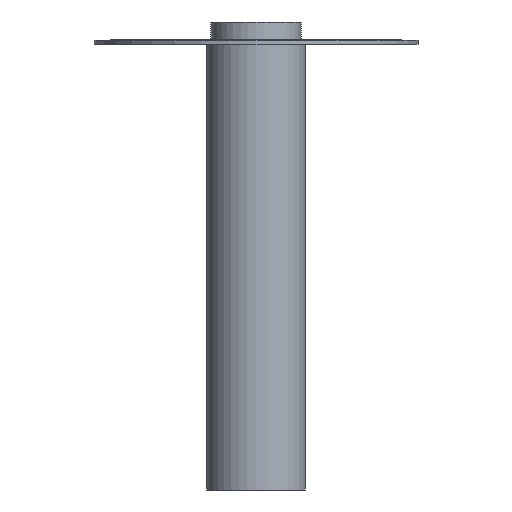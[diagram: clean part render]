
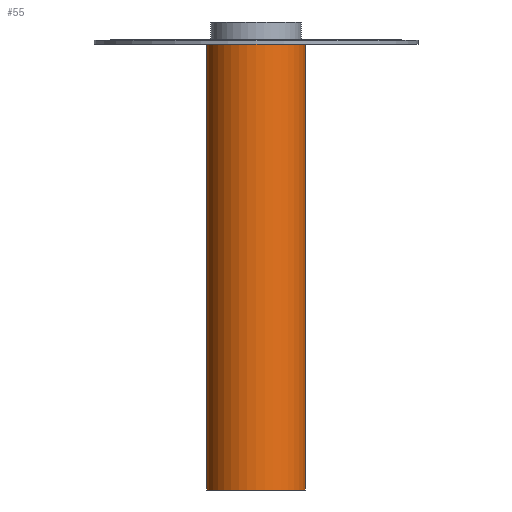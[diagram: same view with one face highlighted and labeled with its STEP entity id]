
A CAD part, front view. The second image highlights one B-rep face of the part: STEP entity #55.
In plain terms, the highlighted cylindrical face has radius 22 mm (diameter 44 mm), a partial arc.
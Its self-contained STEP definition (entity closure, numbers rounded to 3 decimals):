
#31 = EDGE_CURVE ( 'NONE', #1283, #596, #71, .T. ) ;
#42 = CIRCLE ( 'NONE', #1079, 22. ) ;
#55 = ADVANCED_FACE ( 'NONE', ( #1429 ), #394, .T. ) ;
#71 = CIRCLE ( 'NONE', #1374, 22. ) ;
#156 = DIRECTION ( 'NONE',  ( 0., 0., 1. ) ) ;
#161 = ORIENTED_EDGE ( 'NONE', *, *, #634, .T. ) ;
#327 = CARTESIAN_POINT ( 'NONE',  ( 0., 0., -2. ) ) ;
#367 = CARTESIAN_POINT ( 'NONE',  ( -22., 0., 0. ) ) ;
#375 = DIRECTION ( 'NONE',  ( 0., 0., 1. ) ) ;
#394 = CYLINDRICAL_SURFACE ( 'NONE', #867, 22. ) ;
#491 = CARTESIAN_POINT ( 'NONE',  ( 0., 0., -200. ) ) ;
#508 = CARTESIAN_POINT ( 'NONE',  ( 22., 0., -2. ) ) ;
#554 = DIRECTION ( 'NONE',  ( 0., 0., 1. ) ) ;
#579 = DIRECTION ( 'NONE',  ( 0., 0., 1. ) ) ;
#588 = EDGE_CURVE ( 'NONE', #1283, #775, #842, .T. ) ;
#596 = VERTEX_POINT ( 'NONE', #627 ) ;
#608 = CARTESIAN_POINT ( 'NONE',  ( -22., 0., -200. ) ) ;
#609 = ORIENTED_EDGE ( 'NONE', *, *, #588, .F. ) ;
#619 = CARTESIAN_POINT ( 'NONE',  ( 22., 0., 0. ) ) ;
#627 = CARTESIAN_POINT ( 'NONE',  ( 22., 0., -200. ) ) ;
#634 = EDGE_CURVE ( 'NONE', #596, #1342, #1277, .T. ) ;
#681 = ORIENTED_EDGE ( 'NONE', *, *, #31, .T. ) ;
#775 = VERTEX_POINT ( 'NONE', #1023 ) ;
#788 = EDGE_CURVE ( 'NONE', #775, #1342, #42, .T. ) ;
#842 = LINE ( 'NONE', #367, #1341 ) ;
#867 = AXIS2_PLACEMENT_3D ( 'NONE', #1312, #579, #1143 ) ;
#965 = DIRECTION ( 'NONE',  ( 1., 0., 0. ) ) ;
#1004 = ORIENTED_EDGE ( 'NONE', *, *, #788, .F. ) ;
#1023 = CARTESIAN_POINT ( 'NONE',  ( -22., 0., -2. ) ) ;
#1079 = AXIS2_PLACEMENT_3D ( 'NONE', #327, #554, #1126 ) ;
#1126 = DIRECTION ( 'NONE',  ( 1., 0., 0. ) ) ;
#1143 = DIRECTION ( 'NONE',  ( 1., 0., 0. ) ) ;
#1277 = LINE ( 'NONE', #619, #1442 ) ;
#1283 = VERTEX_POINT ( 'NONE', #608 ) ;
#1312 = CARTESIAN_POINT ( 'NONE',  ( 0., 0., 0. ) ) ;
#1341 = VECTOR ( 'NONE', #375, 1000. ) ;
#1342 = VERTEX_POINT ( 'NONE', #508 ) ;
#1374 = AXIS2_PLACEMENT_3D ( 'NONE', #491, #1406, #965 ) ;
#1406 = DIRECTION ( 'NONE',  ( 0., 0., 1. ) ) ;
#1429 = FACE_OUTER_BOUND ( 'NONE', #1471, .T. ) ;
#1442 = VECTOR ( 'NONE', #156, 1000. ) ;
#1471 = EDGE_LOOP ( 'NONE', ( #609, #681, #161, #1004 ) ) ;
